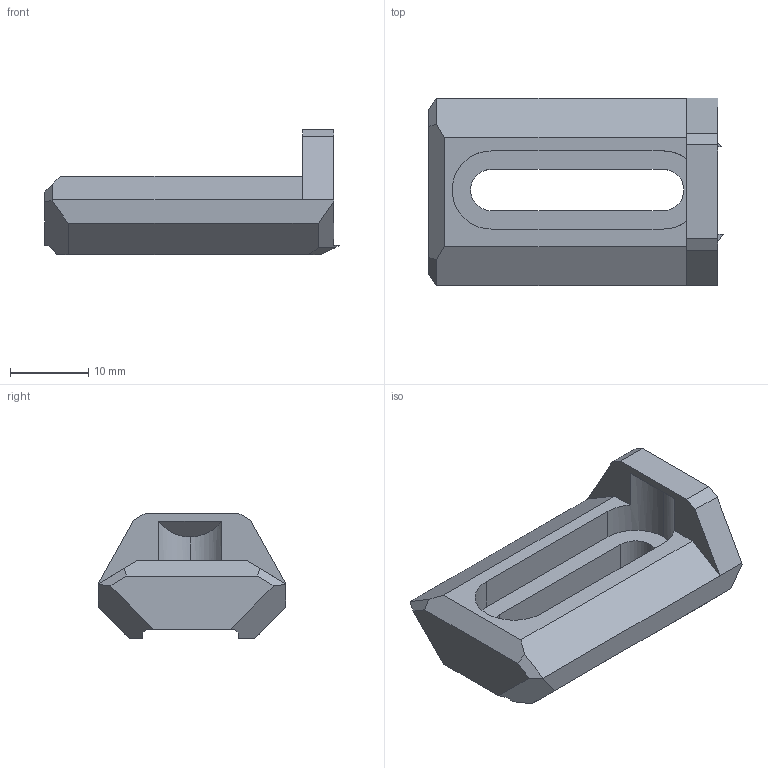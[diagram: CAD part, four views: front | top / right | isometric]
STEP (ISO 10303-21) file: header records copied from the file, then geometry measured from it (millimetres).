
FILE_DESCRIPTION (( 'STEP AP214' ), '1' );
FILE_NAME ('swich 37 mm.STEP', '2024-12-04T09:27:07', ( '' ), ( '' ), 'SwSTEP 2.0', 'SolidWorks 2024', '' );
FILE_SCHEMA (( 'AUTOMOTIVE_DESIGN' ));
Length unit declared in the file: millimetre
Products named in the file (1): swich 37 mm
Bounding box: 37.69 x 24 x 16 mm (x, y, z)
Volume: 5615.5 mm3; surface area: 3147 mm2
Topology: 1 solids, 1 shells, 46 faces, 172 edges, 128 vertices
Faces by surface type: plane 40, cylinder 6
Entity records: 1743 total; most frequent: CARTESIAN_POINT 483, ORIENTED_EDGE 344, EDGE_CURVE 172, DIRECTION 146, B_SPLINE_CURVE_WITH_KNOTS 132, VERTEX_POINT 128, AXIS2_PLACEMENT_3D 61, EDGE_LOOP 48
